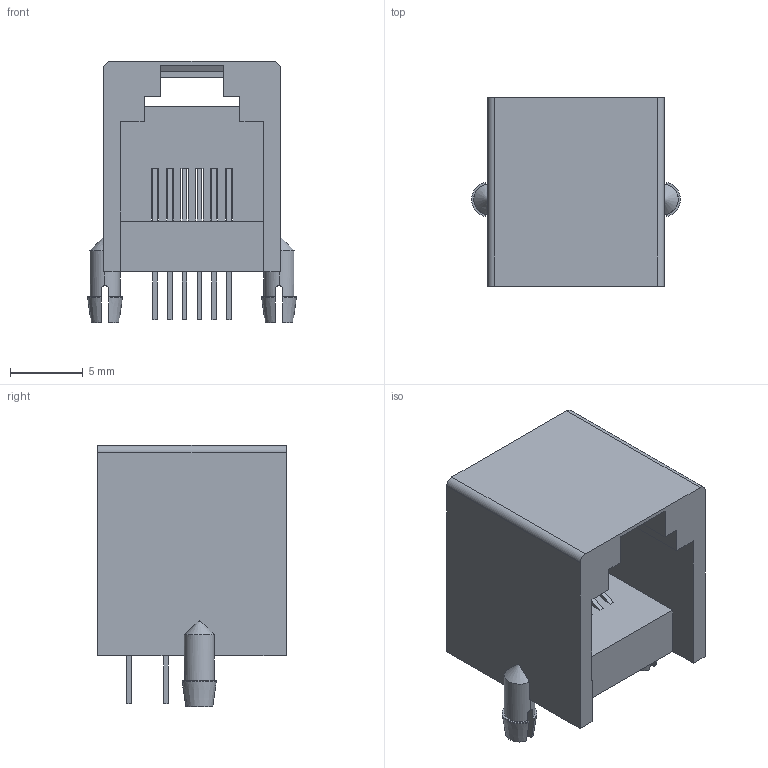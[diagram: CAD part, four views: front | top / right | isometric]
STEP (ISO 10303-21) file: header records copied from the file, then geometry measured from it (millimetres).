
FILE_DESCRIPTION(('FreeCAD Model'),'2;1');
FILE_NAME('Fusion.step','2016-03-15T20:35:19',( 'Author'),(''),'Open CASCADE STEP processor 6.8','FreeCAD','Unknown' );
FILE_SCHEMA(('AUTOMOTIVE_DESIGN_CC2 { 1 2 10303 214 -1 1 5 4 }'));
Length unit declared in the file: millimetre
Products named in the file (1): Fusion
Bounding box: 14.4 x 13 x 18 mm (x, y, z)
Volume: 1064.6 mm3; surface area: 1830.6 mm2
Topology: 1 solids, 1 shells, 235 faces, 672 edges, 437 vertices
Faces by surface type: plane 205, cylinder 24, cone 6
Entity records: 21147 total; most frequent: CARTESIAN_POINT 6365, DIRECTION 2322, LINE 1708, VECTOR 1708, ORIENTED_EDGE 1344, PCURVE 1344, DEFINITIONAL_REPRESENTATION 1344, EDGE_CURVE 672
